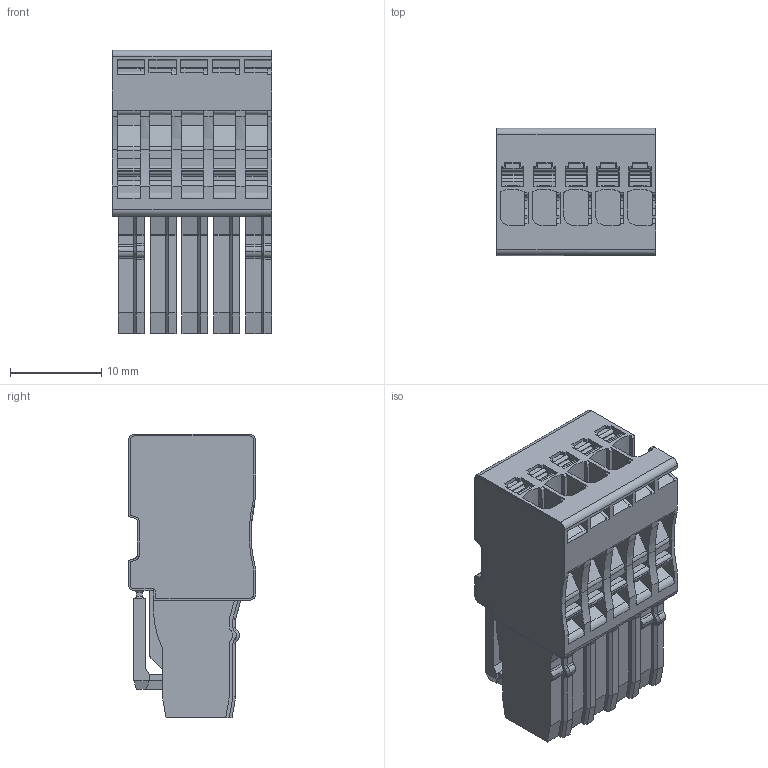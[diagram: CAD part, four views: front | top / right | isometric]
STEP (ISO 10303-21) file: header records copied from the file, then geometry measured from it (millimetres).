
FILE_DESCRIPTION(('CATIA V5 STEP Exchange','CAx-IF Rec.Pracs.--- Model Styling and Organization---1.4--- 2014-01-23'),'2;1');
FILE_NAME ('105558-1_2', '2021-11-29T08:48:37+00:00', ('none'), ('Weidmueller'), 'CATIA Version 5-6 Release 2016 SP3 HF44', 'CATIA V5 STEP AP214', 'none');
FILE_SCHEMA(('AUTOMOTIVE_DESIGN { 1 0 10303 214 1 1 1 1 }'));
Products named in the file (1): 2482380000
Bounding box: 17.5 x 14 x 31.15 mm (x, y, z)
Volume: 4878.8 mm3; surface area: 5833.9 mm2
Topology: 11 solids, 26 shells, 1980 faces, 5741 edges, 3804 vertices
Faces by surface type: plane 1224, cylinder 686, bspline 55, cone 11, extrusion 4
Entity records: 67298 total; most frequent: CARTESIAN_POINT 17596, ORIENTED_EDGE 11482, DIRECTION 8455, EDGE_CURVE 5741, VECTOR 4136, LINE 4132, VERTEX_POINT 3804, AXIS2_PLACEMENT_3D 2570
